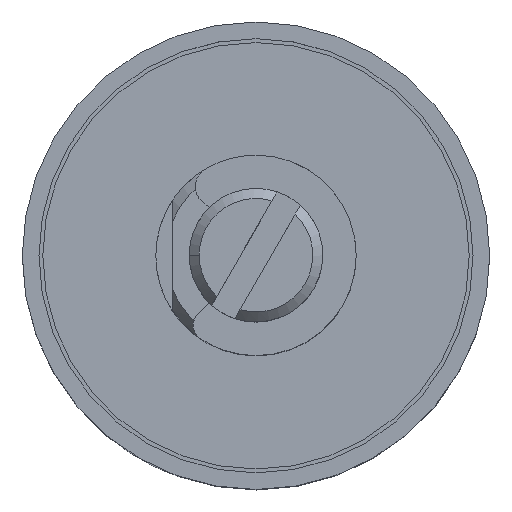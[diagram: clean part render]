
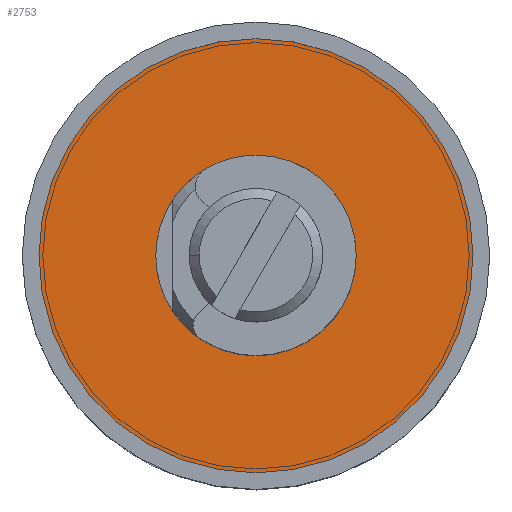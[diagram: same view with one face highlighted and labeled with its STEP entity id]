
A CAD part, top view. The second image highlights one B-rep face of the part: STEP entity #2753.
In plain terms, the highlighted planar face has unit normal (0, 0, 1).
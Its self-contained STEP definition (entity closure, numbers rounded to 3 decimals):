
#356 = ORIENTED_EDGE ( 'NONE', *, *, #1723, .T. ) ;
#1015 = EDGE_CURVE ( 'NONE', #10559, #9166, #7404, .T. ) ;
#1237 = VERTEX_POINT ( 'NONE', #3548 ) ;
#1422 = DIRECTION ( 'NONE',  ( 0., 0., 1. ) ) ;
#1723 = EDGE_CURVE ( 'NONE', #6040, #1237, #7296, .T. ) ;
#1914 = DIRECTION ( 'NONE',  ( 0., 0., -1. ) ) ;
#2097 = DIRECTION ( 'NONE',  ( 1., 0., 0. ) ) ;
#2753 = ADVANCED_FACE ( 'NONE', ( #7842, #4829 ), #8472, .T. ) ;
#2846 = EDGE_CURVE ( 'NONE', #9166, #10559, #7151, .T. ) ;
#3035 = CIRCLE ( 'NONE', #3328, 3. ) ;
#3076 = CARTESIAN_POINT ( 'NONE',  ( 0., 0., 0.5 ) ) ;
#3080 = EDGE_CURVE ( 'NONE', #1237, #6040, #3035, .T. ) ;
#3160 = AXIS2_PLACEMENT_3D ( 'NONE', #10427, #7765, #8808 ) ;
#3328 = AXIS2_PLACEMENT_3D ( 'NONE', #3649, #1914, #3766 ) ;
#3337 = DIRECTION ( 'NONE',  ( 1., 0., 0. ) ) ;
#3548 = CARTESIAN_POINT ( 'NONE',  ( 3., 0., 0.5 ) ) ;
#3649 = CARTESIAN_POINT ( 'NONE',  ( 0., 0., 0.5 ) ) ;
#3766 = DIRECTION ( 'NONE',  ( -1., 0., 0. ) ) ;
#4129 = AXIS2_PLACEMENT_3D ( 'NONE', #4152, #10161, #6667 ) ;
#4152 = CARTESIAN_POINT ( 'NONE',  ( 3., 0., 0.5 ) ) ;
#4744 = CARTESIAN_POINT ( 'NONE',  ( 0., 0., 0.5 ) ) ;
#4829 = FACE_OUTER_BOUND ( 'NONE', #9938, .T. ) ;
#4994 = ORIENTED_EDGE ( 'NONE', *, *, #2846, .T. ) ;
#6040 = VERTEX_POINT ( 'NONE', #6933 ) ;
#6101 = AXIS2_PLACEMENT_3D ( 'NONE', #4744, #1422, #3337 ) ;
#6199 = ORIENTED_EDGE ( 'NONE', *, *, #3080, .T. ) ;
#6667 = DIRECTION ( 'NONE',  ( 1., 0., 0. ) ) ;
#6933 = CARTESIAN_POINT ( 'NONE',  ( -3., 0., 0.5 ) ) ;
#7151 = CIRCLE ( 'NONE', #8009, 6.5 ) ;
#7210 = CARTESIAN_POINT ( 'NONE',  ( -6.5, 0., 0.5 ) ) ;
#7296 = CIRCLE ( 'NONE', #3160, 3. ) ;
#7330 = DIRECTION ( 'NONE',  ( 0., 0., 1. ) ) ;
#7400 = CARTESIAN_POINT ( 'NONE',  ( 6.5, 0., 0.5 ) ) ;
#7404 = CIRCLE ( 'NONE', #6101, 6.5 ) ;
#7765 = DIRECTION ( 'NONE',  ( 0., 0., -1. ) ) ;
#7842 = FACE_BOUND ( 'NONE', #9541, .T. ) ;
#8009 = AXIS2_PLACEMENT_3D ( 'NONE', #3076, #7330, #2097 ) ;
#8472 = PLANE ( 'NONE',  #4129 ) ;
#8808 = DIRECTION ( 'NONE',  ( -1., 0., 0. ) ) ;
#9166 = VERTEX_POINT ( 'NONE', #7210 ) ;
#9541 = EDGE_LOOP ( 'NONE', ( #356, #6199 ) ) ;
#9794 = ORIENTED_EDGE ( 'NONE', *, *, #1015, .T. ) ;
#9938 = EDGE_LOOP ( 'NONE', ( #9794, #4994 ) ) ;
#10161 = DIRECTION ( 'NONE',  ( 0., 0., 1. ) ) ;
#10427 = CARTESIAN_POINT ( 'NONE',  ( 0., 0., 0.5 ) ) ;
#10559 = VERTEX_POINT ( 'NONE', #7400 ) ;
